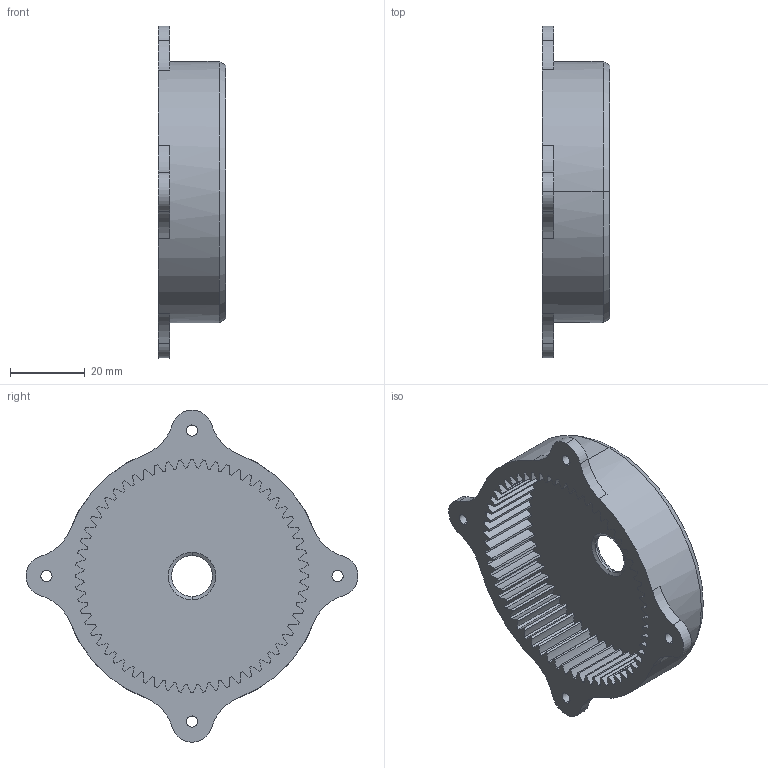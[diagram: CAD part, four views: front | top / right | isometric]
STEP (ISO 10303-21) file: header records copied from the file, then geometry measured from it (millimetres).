
FILE_DESCRIPTION (( 'STEP AP214' ), '1' );
FILE_NAME ('Cap - Internal spur gear 1M 60T 18FW.STEP', '2024-02-15T22:53:06', ( '' ), ( '' ), 'SwSTEP 2.0', 'SolidWorks 2022', '' );
FILE_SCHEMA (( 'AUTOMOTIVE_DESIGN' ));
Length unit declared in the file: millimetre
Products named in the file (1): Cap - Internal spur gear 1M 60T 18FW
Bounding box: 18 x 88.96 x 88.98 mm (x, y, z)
Volume: 24362.4 mm3; surface area: 18353.2 mm2
Topology: 1 solids, 1 shells, 283 faces, 834 edges, 554 vertices
Faces by surface type: cylinder 270, plane 7, cone 6
Entity records: 9828 total; most frequent: DIRECTION 1956, CARTESIAN_POINT 1672, ORIENTED_EDGE 1668, AXIS2_PLACEMENT_3D 838, EDGE_CURVE 834, CIRCLE 554, VERTEX_POINT 554, EDGE_LOOP 294
